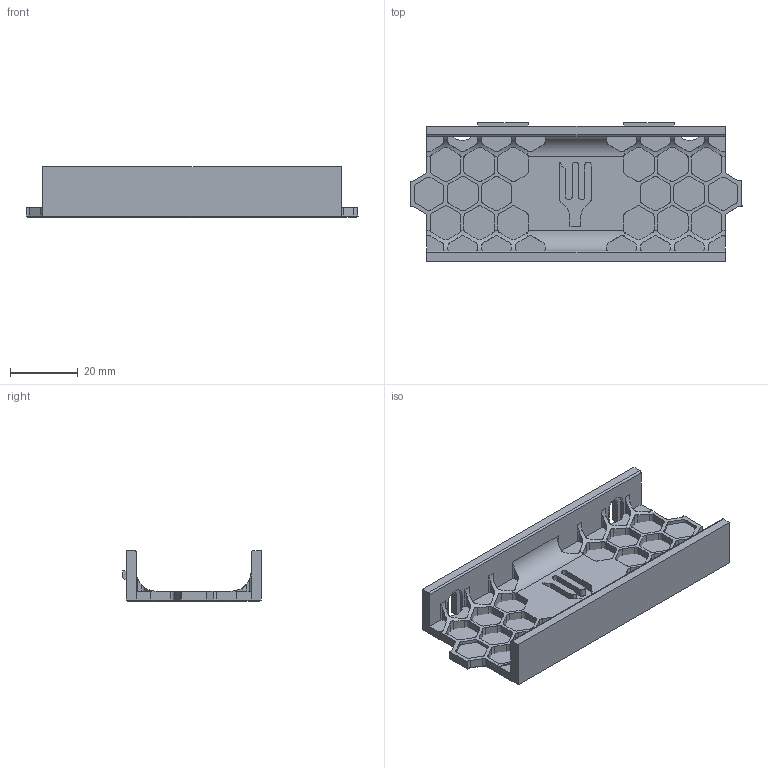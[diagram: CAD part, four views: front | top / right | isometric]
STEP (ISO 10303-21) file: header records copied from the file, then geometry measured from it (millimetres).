
FILE_DESCRIPTION(/* description */ (''),/* implementation_level */ '2;1');
FILE_NAME(/* name */ 'Skirt_150_Rear_Center Meshified.step',/* time_stamp */ '2022-09-09T14:37:01-06:00',/* author */ (''),/* organization */ (''),/* preprocessor_version */ 'ST-DEVELOPER v19',/* originating_system */ 'Autodesk Translation Framework v11.7.0.108',/* authorisation */ '');
FILE_SCHEMA (('AUTOMOTIVE_DESIGN { 1 0 10303 214 3 1 1 }'));
Length unit declared in the file: millimetre
Products named in the file (2): (Unsaved); Skirt_150_Rear_Center v2
Assembly tree (1 placements, depth 2):
  (Unsaved)
    Skirt_150_Rear_Center v2
Bounding box: 98.2 x 41 x 15 mm (x, y, z)
Volume: 14776.6 mm3; surface area: 15851.8 mm2
Topology: 3 solids, 3 shells, 536 faces, 1565 edges, 1024 vertices
Faces by surface type: plane 302, cylinder 226, cone 8
Entity records: 18452 total; most frequent: CARTESIAN_POINT 3924, ORIENTED_EDGE 3130, DIRECTION 2991, EDGE_CURVE 1565, VERTEX_POINT 1024, AXIS2_PLACEMENT_3D 1001, LINE 989, VECTOR 989
